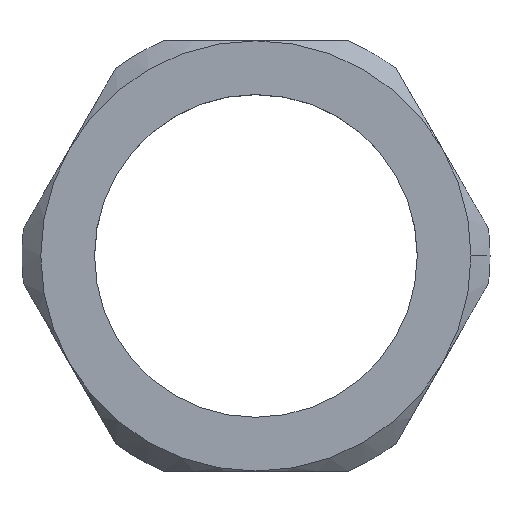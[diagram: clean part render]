
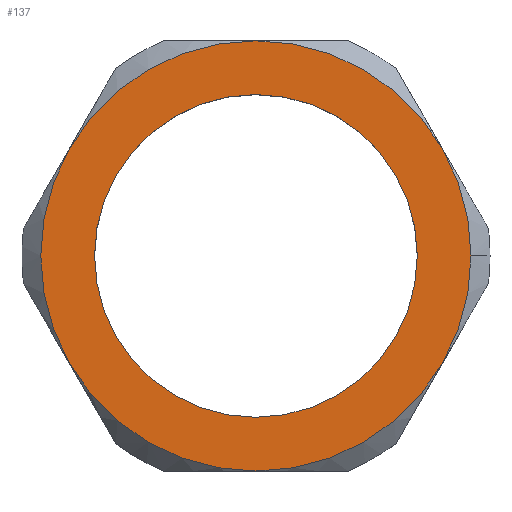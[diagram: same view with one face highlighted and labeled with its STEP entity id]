
A CAD part, top view. The second image highlights one B-rep face of the part: STEP entity #137.
In plain terms, the highlighted planar face has unit normal (0, 0, 1).
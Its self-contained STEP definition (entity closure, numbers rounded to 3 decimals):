
#6 = AXIS2_PLACEMENT_3D ( 'NONE', #235, #234, #233 ) ;
#70 = AXIS2_PLACEMENT_3D ( 'NONE', #477, #470, #469 ) ;
#85 = AXIS2_PLACEMENT_3D ( 'NONE', #388, #387, #386 ) ;
#86 = FACE_BOUND ( 'NONE', #742, .T. ) ;
#89 = FACE_OUTER_BOUND ( 'NONE', #745, .T. ) ;
#98 = EDGE_CURVE ( 'NONE', #823, #809, #144, .T. ) ;
#107 = EDGE_CURVE ( 'NONE', #809, #823, #189, .T. ) ;
#108 = EDGE_CURVE ( 'NONE', #812, #815, #188, .T. ) ;
#109 = EDGE_CURVE ( 'NONE', #794, #817, #187, .T. ) ;
#110 = EDGE_CURVE ( 'NONE', #817, #822, #186, .T. ) ;
#111 = EDGE_CURVE ( 'NONE', #822, #816, #185, .T. ) ;
#112 = EDGE_CURVE ( 'NONE', #816, #796, #184, .T. ) ;
#121 = EDGE_CURVE ( 'NONE', #796, #812, #183, .T. ) ;
#137 = ADVANCED_FACE ( 'NONE', ( #86, #89 ), #395, .T. ) ;
#144 = CIRCLE ( 'NONE', #520, 11.25 ) ;
#163 = CIRCLE ( 'NONE', #6, 15. ) ;
#183 = CIRCLE ( 'NONE', #70, 15. ) ;
#184 = CIRCLE ( 'NONE', #530, 15. ) ;
#185 = CIRCLE ( 'NONE', #531, 15. ) ;
#186 = CIRCLE ( 'NONE', #533, 15. ) ;
#187 = CIRCLE ( 'NONE', #534, 15. ) ;
#188 = CIRCLE ( 'NONE', #527, 15. ) ;
#189 = CIRCLE ( 'NONE', #524, 11.25 ) ;
#229 = EDGE_CURVE ( 'NONE', #815, #794, #163, .T. ) ;
#230 = CARTESIAN_POINT ( 'NONE',  ( 12.99, 7.5, 6. ) ) ;
#233 = DIRECTION ( 'NONE',  ( 1., 0., 0. ) ) ;
#234 = DIRECTION ( 'NONE',  ( 0., 0., 1. ) ) ;
#235 = CARTESIAN_POINT ( 'NONE',  ( 0., 0., 6. ) ) ;
#386 = DIRECTION ( 'NONE',  ( 1., 0., 0. ) ) ;
#387 = DIRECTION ( 'NONE',  ( 0., 0., 1. ) ) ;
#388 = CARTESIAN_POINT ( 'NONE',  ( 0., 0., 6. ) ) ;
#395 = PLANE ( 'NONE',  #85 ) ;
#469 = DIRECTION ( 'NONE',  ( 1., 0., 0. ) ) ;
#470 = DIRECTION ( 'NONE',  ( 0., 0., 1. ) ) ;
#477 = CARTESIAN_POINT ( 'NONE',  ( 0., 0., 6. ) ) ;
#506 = DIRECTION ( 'NONE',  ( 1., 0., 0. ) ) ;
#507 = DIRECTION ( 'NONE',  ( 0., 0., 1. ) ) ;
#508 = CARTESIAN_POINT ( 'NONE',  ( 0., 0., 6. ) ) ;
#509 = DIRECTION ( 'NONE',  ( 1., 0., 0. ) ) ;
#510 = DIRECTION ( 'NONE',  ( 0., 0., 1. ) ) ;
#511 = CARTESIAN_POINT ( 'NONE',  ( 0., 0., 6. ) ) ;
#512 = DIRECTION ( 'NONE',  ( 1., 0., 0. ) ) ;
#513 = DIRECTION ( 'NONE',  ( 0., 0., 1. ) ) ;
#514 = CARTESIAN_POINT ( 'NONE',  ( 0., 0., 6. ) ) ;
#515 = DIRECTION ( 'NONE',  ( 1., 0., 0. ) ) ;
#516 = DIRECTION ( 'NONE',  ( 0., 0., 1. ) ) ;
#517 = CARTESIAN_POINT ( 'NONE',  ( 0., 0., 6. ) ) ;
#518 = DIRECTION ( 'NONE',  ( 1., 0., 0. ) ) ;
#519 = DIRECTION ( 'NONE',  ( 0., 0., 1. ) ) ;
#520 = AXIS2_PLACEMENT_3D ( 'NONE', #647, #646, #645 ) ;
#524 = AXIS2_PLACEMENT_3D ( 'NONE', #616, #612, #611 ) ;
#527 = AXIS2_PLACEMENT_3D ( 'NONE', #610, #519, #518 ) ;
#530 = AXIS2_PLACEMENT_3D ( 'NONE', #508, #507, #506 ) ;
#531 = AXIS2_PLACEMENT_3D ( 'NONE', #511, #510, #509 ) ;
#533 = AXIS2_PLACEMENT_3D ( 'NONE', #514, #513, #512 ) ;
#534 = AXIS2_PLACEMENT_3D ( 'NONE', #517, #516, #515 ) ;
#550 = CARTESIAN_POINT ( 'NONE',  ( 11.25, 0., 6. ) ) ;
#553 = CARTESIAN_POINT ( 'NONE',  ( 12.99, -7.5, 6. ) ) ;
#556 = CARTESIAN_POINT ( 'NONE',  ( 15., 0., 6. ) ) ;
#557 = CARTESIAN_POINT ( 'NONE',  ( -12.99, -7.5, 6. ) ) ;
#558 = CARTESIAN_POINT ( 'NONE',  ( 0., 15., 6. ) ) ;
#563 = CARTESIAN_POINT ( 'NONE',  ( -12.99, 7.5, 6. ) ) ;
#564 = CARTESIAN_POINT ( 'NONE',  ( -11.25, 0., 6. ) ) ;
#610 = CARTESIAN_POINT ( 'NONE',  ( 0., 0., 6. ) ) ;
#611 = DIRECTION ( 'NONE',  ( 1., 0., 0. ) ) ;
#612 = DIRECTION ( 'NONE',  ( 0., 0., 1. ) ) ;
#616 = CARTESIAN_POINT ( 'NONE',  ( 0., 0., 6. ) ) ;
#645 = DIRECTION ( 'NONE',  ( 1., 0., 0. ) ) ;
#646 = DIRECTION ( 'NONE',  ( 0., 0., 1. ) ) ;
#647 = CARTESIAN_POINT ( 'NONE',  ( 0., 0., 6. ) ) ;
#732 = ORIENTED_EDGE ( 'NONE', *, *, #98, .F. ) ;
#733 = ORIENTED_EDGE ( 'NONE', *, *, #109, .T. ) ;
#734 = ORIENTED_EDGE ( 'NONE', *, *, #107, .F. ) ;
#735 = ORIENTED_EDGE ( 'NONE', *, *, #108, .T. ) ;
#736 = ORIENTED_EDGE ( 'NONE', *, *, #229, .T. ) ;
#737 = ORIENTED_EDGE ( 'NONE', *, *, #111, .T. ) ;
#738 = ORIENTED_EDGE ( 'NONE', *, *, #110, .T. ) ;
#739 = ORIENTED_EDGE ( 'NONE', *, *, #112, .T. ) ;
#740 = ORIENTED_EDGE ( 'NONE', *, *, #121, .T. ) ;
#742 = EDGE_LOOP ( 'NONE', ( #732, #734 ) ) ;
#745 = EDGE_LOOP ( 'NONE', ( #735, #736, #733, #738, #737, #739, #740 ) ) ;
#794 = VERTEX_POINT ( 'NONE', #230 ) ;
#796 = VERTEX_POINT ( 'NONE', #830 ) ;
#809 = VERTEX_POINT ( 'NONE', #550 ) ;
#812 = VERTEX_POINT ( 'NONE', #553 ) ;
#815 = VERTEX_POINT ( 'NONE', #556 ) ;
#816 = VERTEX_POINT ( 'NONE', #557 ) ;
#817 = VERTEX_POINT ( 'NONE', #558 ) ;
#822 = VERTEX_POINT ( 'NONE', #563 ) ;
#823 = VERTEX_POINT ( 'NONE', #564 ) ;
#830 = CARTESIAN_POINT ( 'NONE',  ( 0., -15., 6. ) ) ;
